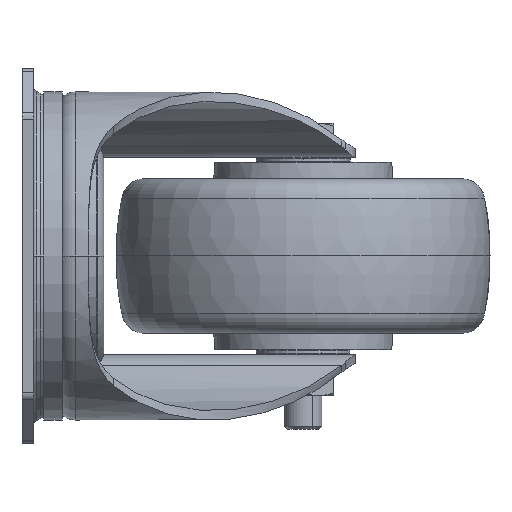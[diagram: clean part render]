
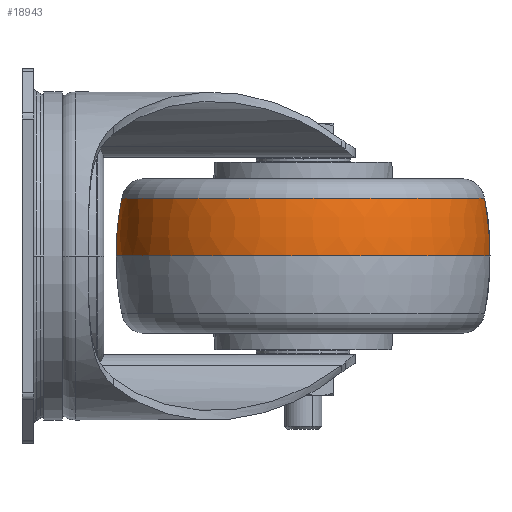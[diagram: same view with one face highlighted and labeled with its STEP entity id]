
A CAD part, left-side view. The second image highlights one B-rep face of the part: STEP entity #18943.
In plain terms, the highlighted toroidal (fillet/blend) face has major radius 34.996 mm and minor radius 75 mm.
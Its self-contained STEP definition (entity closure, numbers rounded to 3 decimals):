
#1053 = DIRECTION ( 'NONE',  ( 0., 0., 1. ) ) ;
#1077 = EDGE_CURVE ( 'NONE', #8380, #8184, #16969, .T. ) ;
#1207 = DIRECTION ( 'NONE',  ( 0., 0., 1. ) ) ;
#1754 = CARTESIAN_POINT ( 'NONE',  ( 38., -60., 0. ) ) ;
#3234 = TOROIDAL_SURFACE ( 'NONE', #10289, -34.996, 75. ) ;
#3454 = CIRCLE ( 'NONE', #16364, 40. ) ;
#4376 = AXIS2_PLACEMENT_3D ( 'NONE', #18496, #11106, #18397 ) ;
#4530 = ORIENTED_EDGE ( 'NONE', *, *, #9980, .F. ) ;
#4849 = ORIENTED_EDGE ( 'NONE', *, *, #17452, .T. ) ;
#5079 = CIRCLE ( 'NONE', #7533, 75. ) ;
#5127 = CARTESIAN_POINT ( 'NONE',  ( 41.231, -25.153, -0.757 ) ) ;
#5815 = CARTESIAN_POINT ( 'NONE',  ( 38., -60., 12.371 ) ) ;
#6438 = DIRECTION ( 'NONE',  ( -0.996, 0.092, 0. ) ) ;
#6453 = CARTESIAN_POINT ( 'NONE',  ( 34.307, -99.829, 0. ) ) ;
#6898 = EDGE_CURVE ( 'NONE', #8380, #10256, #3454, .T. ) ;
#7533 = AXIS2_PLACEMENT_3D ( 'NONE', #5127, #6438, #16794 ) ;
#7605 = ORIENTED_EDGE ( 'NONE', *, *, #6898, .T. ) ;
#8184 = VERTEX_POINT ( 'NONE', #14453 ) ;
#8380 = VERTEX_POINT ( 'NONE', #11615 ) ;
#8448 = DIRECTION ( 'NONE',  ( -0.092, -0.996, 0. ) ) ;
#8980 = CARTESIAN_POINT ( 'NONE',  ( 34.414, -98.68, 12.371 ) ) ;
#9354 = EDGE_LOOP ( 'NONE', ( #15354, #7605, #4849, #4530 ) ) ;
#9797 = FACE_OUTER_BOUND ( 'NONE', #9354, .T. ) ;
#9980 = EDGE_CURVE ( 'NONE', #8184, #13833, #13367, .T. ) ;
#10256 = VERTEX_POINT ( 'NONE', #6453 ) ;
#10289 = AXIS2_PLACEMENT_3D ( 'NONE', #15788, #1053, #8448 ) ;
#11106 = DIRECTION ( 'NONE',  ( 0.996, -0.092, 0. ) ) ;
#11615 = CARTESIAN_POINT ( 'NONE',  ( 41.693, -20.171, 0. ) ) ;
#11699 = DIRECTION ( 'NONE',  ( -0.092, -0.996, 0. ) ) ;
#13367 = CIRCLE ( 'NONE', #14899, 38.846 ) ;
#13511 = DIRECTION ( 'NONE',  ( 0., 0., 1. ) ) ;
#13833 = VERTEX_POINT ( 'NONE', #8980 ) ;
#14453 = CARTESIAN_POINT ( 'NONE',  ( 41.586, -21.32, 12.371 ) ) ;
#14761 = DIRECTION ( 'NONE',  ( -0.092, -0.996, 0. ) ) ;
#14899 = AXIS2_PLACEMENT_3D ( 'NONE', #5815, #1207, #11699 ) ;
#15354 = ORIENTED_EDGE ( 'NONE', *, *, #1077, .F. ) ;
#15788 = CARTESIAN_POINT ( 'NONE',  ( 38., -60., -0.757 ) ) ;
#16364 = AXIS2_PLACEMENT_3D ( 'NONE', #1754, #13511, #14761 ) ;
#16794 = DIRECTION ( 'NONE',  ( -0.092, -0.996, 0. ) ) ;
#16969 = CIRCLE ( 'NONE', #4376, 75. ) ;
#17452 = EDGE_CURVE ( 'NONE', #10256, #13833, #5079, .T. ) ;
#18397 = DIRECTION ( 'NONE',  ( 0.092, 0.996, 0. ) ) ;
#18496 = CARTESIAN_POINT ( 'NONE',  ( 34.769, -94.847, -0.757 ) ) ;
#18943 = ADVANCED_FACE ( 'NONE', ( #9797 ), #3234, .T. ) ;
